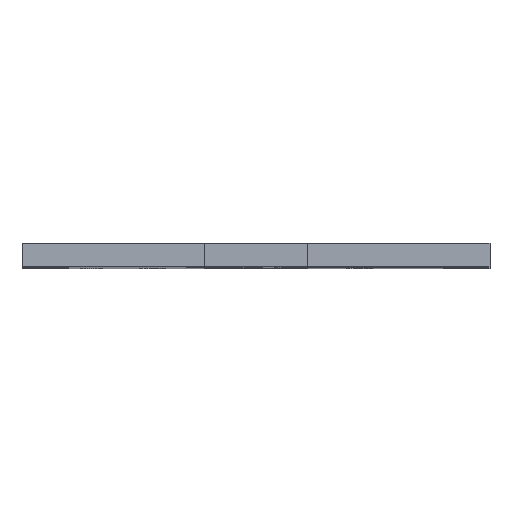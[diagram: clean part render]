
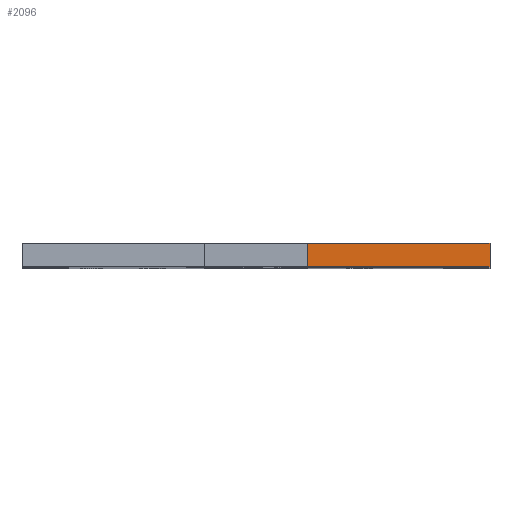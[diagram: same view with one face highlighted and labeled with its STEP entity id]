
A CAD part, top view. The second image highlights one B-rep face of the part: STEP entity #2096.
In plain terms, the highlighted planar face has unit normal (0, 0, 1).
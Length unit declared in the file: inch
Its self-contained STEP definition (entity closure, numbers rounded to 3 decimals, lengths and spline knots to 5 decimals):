
#275=FACE_OUTER_BOUND('',#372,.T.);
#372=EDGE_LOOP('',(#1598,#1599,#1600,#1601));
#499=LINE('',#2884,#722);
#641=LINE('',#3178,#864);
#642=LINE('',#3180,#865);
#643=LINE('',#3181,#866);
#722=VECTOR('',#2338,0.3937);
#864=VECTOR('',#2570,0.3937);
#865=VECTOR('',#2571,0.3937);
#866=VECTOR('',#2572,0.3937);
#943=VERTEX_POINT('',#2880);
#944=VERTEX_POINT('',#2882);
#1051=VERTEX_POINT('',#3177);
#1052=VERTEX_POINT('',#3179);
#1135=EDGE_CURVE('',#943,#944,#499,.T.);
#1277=EDGE_CURVE('',#1051,#944,#641,.T.);
#1278=EDGE_CURVE('',#1052,#1051,#642,.T.);
#1279=EDGE_CURVE('',#943,#1052,#643,.T.);
#1598=ORIENTED_EDGE('',*,*,#1135,.T.);
#1599=ORIENTED_EDGE('',*,*,#1277,.F.);
#1600=ORIENTED_EDGE('',*,*,#1278,.F.);
#1601=ORIENTED_EDGE('',*,*,#1279,.F.);
#2030=PLANE('',#2213);
#2096=ADVANCED_FACE('',(#275),#2030,.T.);
#2213=AXIS2_PLACEMENT_3D('',#3176,#2568,#2569);
#2338=DIRECTION('',(0.,-1.,0.));
#2568=DIRECTION('center_axis',(0.,0.,1.));
#2569=DIRECTION('ref_axis',(1.,0.,0.));
#2570=DIRECTION('',(-1.,0.,0.));
#2571=DIRECTION('',(0.,-1.,0.));
#2572=DIRECTION('',(1.,0.,0.));
#2880=CARTESIAN_POINT('',(1.29702,0.,2.5));
#2882=CARTESIAN_POINT('',(1.29702,-0.125,2.5));
#2884=CARTESIAN_POINT('',(1.29702,-0.0625,2.5));
#3176=CARTESIAN_POINT('Origin',(-0.25,0.,2.5));
#3177=CARTESIAN_POINT('',(2.28307,-0.125,2.5));
#3178=CARTESIAN_POINT('',(2.03307,-0.125,2.5));
#3179=CARTESIAN_POINT('',(2.28307,0.,2.5));
#3180=CARTESIAN_POINT('',(2.28307,0.,2.5));
#3181=CARTESIAN_POINT('',(0.38327,0.,2.5));
